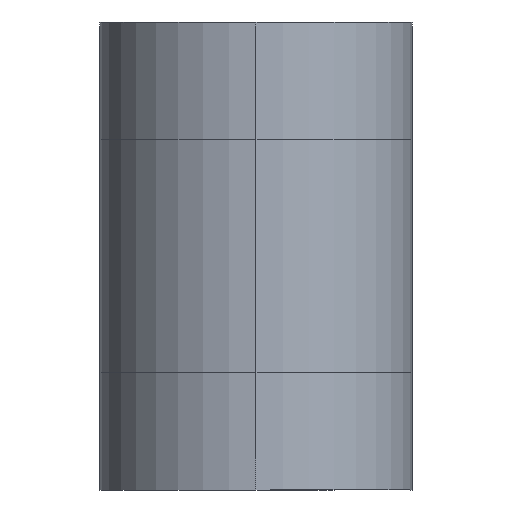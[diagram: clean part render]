
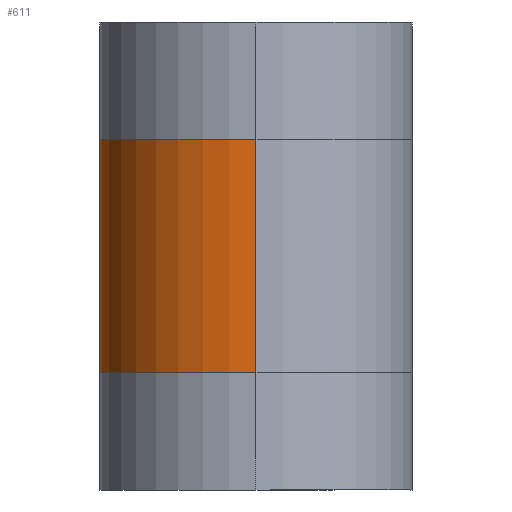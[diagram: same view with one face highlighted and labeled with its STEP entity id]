
A CAD part, left-side view. The second image highlights one B-rep face of the part: STEP entity #611.
In plain terms, the highlighted cylindrical face has radius 20 mm (diameter 40 mm), a partial arc.
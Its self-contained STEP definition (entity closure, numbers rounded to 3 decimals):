
#64 = CARTESIAN_POINT ( 'NONE',  ( -135., -20., -15. ) ) ;
#95 = ORIENTED_EDGE ( 'NONE', *, *, #640, .F. ) ;
#110 = EDGE_CURVE ( 'NONE', #388, #1002, #171, .T. ) ;
#123 = DIRECTION ( 'NONE',  ( 0., 0., 1. ) ) ;
#137 = CARTESIAN_POINT ( 'NONE',  ( -135., -20., 15. ) ) ;
#158 = AXIS2_PLACEMENT_3D ( 'NONE', #907, #357, #765 ) ;
#167 = VERTEX_POINT ( 'NONE', #137 ) ;
#171 = CIRCLE ( 'NONE', #313, 20. ) ;
#194 = DIRECTION ( 'NONE',  ( 0., 0., -1. ) ) ;
#210 = VERTEX_POINT ( 'NONE', #450 ) ;
#284 = VECTOR ( 'NONE', #123, 1000. ) ;
#287 = ORIENTED_EDGE ( 'NONE', *, *, #763, .F. ) ;
#313 = AXIS2_PLACEMENT_3D ( 'NONE', #602, #983, #836 ) ;
#349 = LINE ( 'NONE', #510, #284 ) ;
#357 = DIRECTION ( 'NONE',  ( 0., 0., 1. ) ) ;
#385 = DIRECTION ( 'NONE',  ( 0., 0., -1. ) ) ;
#388 = VERTEX_POINT ( 'NONE', #64 ) ;
#421 = ORIENTED_EDGE ( 'NONE', *, *, #110, .F. ) ;
#440 = EDGE_LOOP ( 'NONE', ( #95, #421, #287, #703 ) ) ;
#450 = CARTESIAN_POINT ( 'NONE',  ( -115., 0., 15. ) ) ;
#454 = CYLINDRICAL_SURFACE ( 'NONE', #854, 20. ) ;
#466 = FACE_OUTER_BOUND ( 'NONE', #440, .T. ) ;
#510 = CARTESIAN_POINT ( 'NONE',  ( -115., 0., 15. ) ) ;
#574 = CARTESIAN_POINT ( 'NONE',  ( -115., 0., -15. ) ) ;
#588 = CARTESIAN_POINT ( 'NONE',  ( -115., -20., 0. ) ) ;
#596 = DIRECTION ( 'NONE',  ( -1., 0., 0. ) ) ;
#602 = CARTESIAN_POINT ( 'NONE',  ( -115., -20., -15. ) ) ;
#611 = ADVANCED_FACE ( 'NONE', ( #466 ), #454, .T. ) ;
#624 = VECTOR ( 'NONE', #385, 1000. ) ;
#640 = EDGE_CURVE ( 'NONE', #1002, #210, #349, .T. ) ;
#693 = EDGE_CURVE ( 'NONE', #210, #167, #901, .T. ) ;
#703 = ORIENTED_EDGE ( 'NONE', *, *, #693, .F. ) ;
#763 = EDGE_CURVE ( 'NONE', #167, #388, #934, .T. ) ;
#765 = DIRECTION ( 'NONE',  ( -1., 0., 0. ) ) ;
#771 = CARTESIAN_POINT ( 'NONE',  ( -135., -20., -15. ) ) ;
#836 = DIRECTION ( 'NONE',  ( 1., 0., 0. ) ) ;
#854 = AXIS2_PLACEMENT_3D ( 'NONE', #588, #194, #596 ) ;
#901 = CIRCLE ( 'NONE', #158, 20. ) ;
#907 = CARTESIAN_POINT ( 'NONE',  ( -115., -20., 15. ) ) ;
#934 = LINE ( 'NONE', #771, #624 ) ;
#983 = DIRECTION ( 'NONE',  ( 0., 0., -1. ) ) ;
#1002 = VERTEX_POINT ( 'NONE', #574 ) ;
